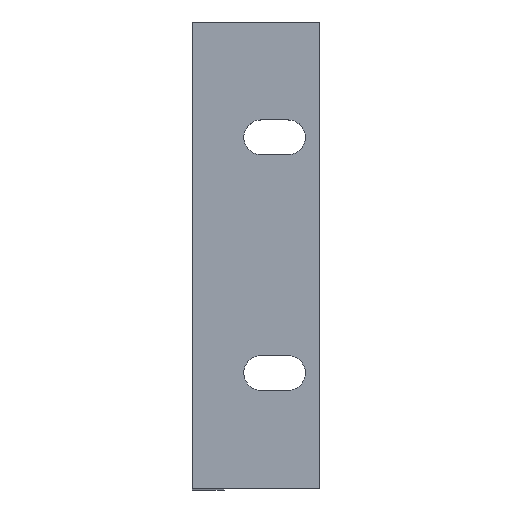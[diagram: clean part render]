
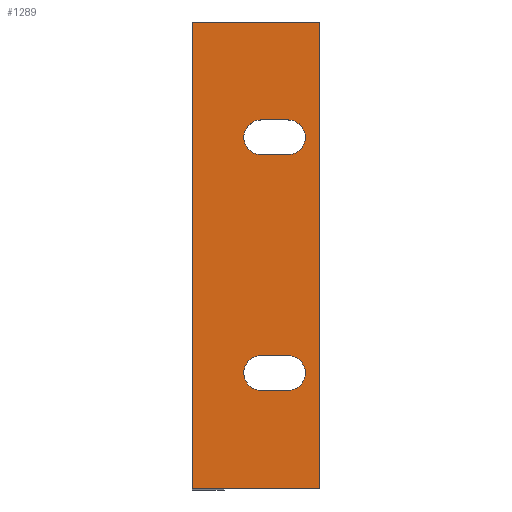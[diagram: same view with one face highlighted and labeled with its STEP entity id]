
A CAD part, top view. The second image highlights one B-rep face of the part: STEP entity #1289.
In plain terms, the highlighted planar face has unit normal (0, 0, 1).
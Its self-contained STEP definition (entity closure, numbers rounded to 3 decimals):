
#2 = VECTOR ( 'NONE', #893, 1000. ) ;
#4 = AXIS2_PLACEMENT_3D ( 'NONE', #1384, #1523, #702 ) ;
#14 = EDGE_CURVE ( 'NONE', #1616, #529, #1148, .T. ) ;
#24 = CARTESIAN_POINT ( 'NONE',  ( 6.3, 22.225, 4. ) ) ;
#76 = VERTEX_POINT ( 'NONE', #1219 ) ;
#99 = VECTOR ( 'NONE', #790, 1000. ) ;
#110 = DIRECTION ( 'NONE',  ( 1., 0., 0. ) ) ;
#127 = AXIS2_PLACEMENT_3D ( 'NONE', #966, #1418, #1691 ) ;
#131 = EDGE_CURVE ( 'NONE', #173, #678, #1326, .T. ) ;
#165 = CARTESIAN_POINT ( 'NONE',  ( -2., 18.925, 4. ) ) ;
#173 = VERTEX_POINT ( 'NONE', #253 ) ;
#205 = DIRECTION ( 'NONE',  ( 0., 0., 1. ) ) ;
#229 = ORIENTED_EDGE ( 'NONE', *, *, #14, .F. ) ;
#253 = CARTESIAN_POINT ( 'NONE',  ( -2., -25.525, 4. ) ) ;
#262 = FACE_BOUND ( 'NONE', #806, .T. ) ;
#268 = VERTEX_POINT ( 'NONE', #533 ) ;
#282 = EDGE_CURVE ( 'NONE', #76, #660, #1425, .T. ) ;
#289 = CARTESIAN_POINT ( 'NONE',  ( 6.3, -22.225, 4. ) ) ;
#313 = CARTESIAN_POINT ( 'NONE',  ( -9., -44., 4. ) ) ;
#343 = CARTESIAN_POINT ( 'NONE',  ( -2., -25.525, 4. ) ) ;
#346 = CARTESIAN_POINT ( 'NONE',  ( -2., -22.225, 4. ) ) ;
#351 = VERTEX_POINT ( 'NONE', #1129 ) ;
#359 = AXIS2_PLACEMENT_3D ( 'NONE', #1550, #835, #1275 ) ;
#384 = CARTESIAN_POINT ( 'NONE',  ( 3., -25.525, 4. ) ) ;
#418 = CIRCLE ( 'NONE', #795, 3.3 ) ;
#431 = ORIENTED_EDGE ( 'NONE', *, *, #1122, .F. ) ;
#470 = CARTESIAN_POINT ( 'NONE',  ( -2., -18.925, 4. ) ) ;
#499 = CARTESIAN_POINT ( 'NONE',  ( -9., 44., 4. ) ) ;
#513 = CARTESIAN_POINT ( 'NONE',  ( -2., 25.525, 4. ) ) ;
#529 = VERTEX_POINT ( 'NONE', #1201 ) ;
#533 = CARTESIAN_POINT ( 'NONE',  ( -15., 44., 4. ) ) ;
#583 = DIRECTION ( 'NONE',  ( 1., 0., 0. ) ) ;
#598 = LINE ( 'NONE', #761, #2 ) ;
#621 = ORIENTED_EDGE ( 'NONE', *, *, #1817, .F. ) ;
#623 = LINE ( 'NONE', #499, #683 ) ;
#628 = ORIENTED_EDGE ( 'NONE', *, *, #851, .F. ) ;
#650 = CIRCLE ( 'NONE', #1061, 3.3 ) ;
#660 = VERTEX_POINT ( 'NONE', #1775 ) ;
#662 = EDGE_CURVE ( 'NONE', #1016, #1336, #1519, .T. ) ;
#674 = DIRECTION ( 'NONE',  ( -1., 0., 0. ) ) ;
#678 = VERTEX_POINT ( 'NONE', #384 ) ;
#682 = CARTESIAN_POINT ( 'NONE',  ( -2., -18.925, 4. ) ) ;
#683 = VECTOR ( 'NONE', #1191, 1000. ) ;
#702 = DIRECTION ( 'NONE',  ( 1., 0., 0. ) ) ;
#761 = CARTESIAN_POINT ( 'NONE',  ( -15., 44., 4. ) ) ;
#786 = EDGE_LOOP ( 'NONE', ( #890, #818, #1308, #860, #1739 ) ) ;
#789 = DIRECTION ( 'NONE',  ( 0., 0., 1. ) ) ;
#790 = DIRECTION ( 'NONE',  ( 0., 1., 0. ) ) ;
#795 = AXIS2_PLACEMENT_3D ( 'NONE', #346, #205, #1627 ) ;
#806 = EDGE_LOOP ( 'NONE', ( #621, #1344, #229, #628, #1755 ) ) ;
#808 = EDGE_LOOP ( 'NONE', ( #994, #1648, #431, #834 ) ) ;
#818 = ORIENTED_EDGE ( 'NONE', *, *, #662, .F. ) ;
#823 = CIRCLE ( 'NONE', #359, 3.3 ) ;
#834 = ORIENTED_EDGE ( 'NONE', *, *, #1535, .T. ) ;
#835 = DIRECTION ( 'NONE',  ( 0., 0., 1. ) ) ;
#851 = EDGE_CURVE ( 'NONE', #678, #1616, #650, .T. ) ;
#852 = VECTOR ( 'NONE', #901, 1000. ) ;
#860 = ORIENTED_EDGE ( 'NONE', *, *, #1442, .F. ) ;
#873 = LINE ( 'NONE', #470, #944 ) ;
#890 = ORIENTED_EDGE ( 'NONE', *, *, #1408, .F. ) ;
#893 = DIRECTION ( 'NONE',  ( 0., 1., 0. ) ) ;
#901 = DIRECTION ( 'NONE',  ( 1., 0., 0. ) ) ;
#939 = CARTESIAN_POINT ( 'NONE',  ( 0., 0., 4. ) ) ;
#944 = VECTOR ( 'NONE', #1306, 1000. ) ;
#957 = EDGE_CURVE ( 'NONE', #351, #1363, #1212, .T. ) ;
#966 = CARTESIAN_POINT ( 'NONE',  ( -2., 22.225, 4. ) ) ;
#994 = ORIENTED_EDGE ( 'NONE', *, *, #957, .T. ) ;
#1008 = LINE ( 'NONE', #313, #1801 ) ;
#1016 = VERTEX_POINT ( 'NONE', #1278 ) ;
#1025 = AXIS2_PLACEMENT_3D ( 'NONE', #1046, #1170, #1338 ) ;
#1046 = CARTESIAN_POINT ( 'NONE',  ( 3., 22.225, 4. ) ) ;
#1061 = AXIS2_PLACEMENT_3D ( 'NONE', #1792, #1667, #110 ) ;
#1066 = FACE_BOUND ( 'NONE', #786, .T. ) ;
#1122 = EDGE_CURVE ( 'NONE', #1528, #268, #598, .T. ) ;
#1129 = CARTESIAN_POINT ( 'NONE',  ( 9., -44., 4. ) ) ;
#1132 = DIRECTION ( 'NONE',  ( 1., 0., 0. ) ) ;
#1148 = CIRCLE ( 'NONE', #4, 3.3 ) ;
#1169 = EDGE_CURVE ( 'NONE', #1799, #1016, #1504, .T. ) ;
#1170 = DIRECTION ( 'NONE',  ( 0., 0., 1. ) ) ;
#1188 = EDGE_CURVE ( 'NONE', #1363, #268, #623, .T. ) ;
#1191 = DIRECTION ( 'NONE',  ( -1., 0., 0. ) ) ;
#1201 = CARTESIAN_POINT ( 'NONE',  ( 3., -18.925, 4. ) ) ;
#1207 = CARTESIAN_POINT ( 'NONE',  ( -2., 25.525, 4. ) ) ;
#1212 = LINE ( 'NONE', #1497, #99 ) ;
#1219 = CARTESIAN_POINT ( 'NONE',  ( -2., 18.925, 4. ) ) ;
#1220 = PLANE ( 'NONE',  #1473 ) ;
#1275 = DIRECTION ( 'NONE',  ( 1., 0., 0. ) ) ;
#1278 = CARTESIAN_POINT ( 'NONE',  ( 3., 25.525, 4. ) ) ;
#1289 = ADVANCED_FACE ( 'NONE', ( #262, #1066, #1800 ), #1220, .T. ) ;
#1302 = CARTESIAN_POINT ( 'NONE',  ( -15., -44., 4. ) ) ;
#1306 = DIRECTION ( 'NONE',  ( -1., 0., 0. ) ) ;
#1308 = ORIENTED_EDGE ( 'NONE', *, *, #1169, .F. ) ;
#1326 = LINE ( 'NONE', #343, #852 ) ;
#1336 = VERTEX_POINT ( 'NONE', #1207 ) ;
#1338 = DIRECTION ( 'NONE',  ( 1., 0., 0. ) ) ;
#1344 = ORIENTED_EDGE ( 'NONE', *, *, #1715, .F. ) ;
#1354 = DIRECTION ( 'NONE',  ( 1., 0., 0. ) ) ;
#1363 = VERTEX_POINT ( 'NONE', #1385 ) ;
#1365 = VERTEX_POINT ( 'NONE', #682 ) ;
#1384 = CARTESIAN_POINT ( 'NONE',  ( 3., -22.225, 4. ) ) ;
#1385 = CARTESIAN_POINT ( 'NONE',  ( 9., 44., 4. ) ) ;
#1408 = EDGE_CURVE ( 'NONE', #1336, #76, #1590, .T. ) ;
#1418 = DIRECTION ( 'NONE',  ( 0., 0., 1. ) ) ;
#1425 = LINE ( 'NONE', #165, #1772 ) ;
#1442 = EDGE_CURVE ( 'NONE', #660, #1799, #823, .T. ) ;
#1473 = AXIS2_PLACEMENT_3D ( 'NONE', #939, #789, #1354 ) ;
#1480 = VECTOR ( 'NONE', #674, 1000. ) ;
#1497 = CARTESIAN_POINT ( 'NONE',  ( 9., 44., 4. ) ) ;
#1504 = CIRCLE ( 'NONE', #1025, 3.3 ) ;
#1519 = LINE ( 'NONE', #513, #1480 ) ;
#1523 = DIRECTION ( 'NONE',  ( 0., 0., 1. ) ) ;
#1528 = VERTEX_POINT ( 'NONE', #1302 ) ;
#1535 = EDGE_CURVE ( 'NONE', #1528, #351, #1008, .T. ) ;
#1550 = CARTESIAN_POINT ( 'NONE',  ( 3., 22.225, 4. ) ) ;
#1590 = CIRCLE ( 'NONE', #127, 3.3 ) ;
#1616 = VERTEX_POINT ( 'NONE', #289 ) ;
#1627 = DIRECTION ( 'NONE',  ( 1., 0., 0. ) ) ;
#1648 = ORIENTED_EDGE ( 'NONE', *, *, #1188, .T. ) ;
#1667 = DIRECTION ( 'NONE',  ( 0., 0., 1. ) ) ;
#1691 = DIRECTION ( 'NONE',  ( 1., 0., 0. ) ) ;
#1715 = EDGE_CURVE ( 'NONE', #529, #1365, #873, .T. ) ;
#1739 = ORIENTED_EDGE ( 'NONE', *, *, #282, .F. ) ;
#1755 = ORIENTED_EDGE ( 'NONE', *, *, #131, .F. ) ;
#1772 = VECTOR ( 'NONE', #583, 1000. ) ;
#1775 = CARTESIAN_POINT ( 'NONE',  ( 3., 18.925, 4. ) ) ;
#1792 = CARTESIAN_POINT ( 'NONE',  ( 3., -22.225, 4. ) ) ;
#1799 = VERTEX_POINT ( 'NONE', #24 ) ;
#1800 = FACE_OUTER_BOUND ( 'NONE', #808, .T. ) ;
#1801 = VECTOR ( 'NONE', #1132, 1000. ) ;
#1817 = EDGE_CURVE ( 'NONE', #1365, #173, #418, .T. ) ;
